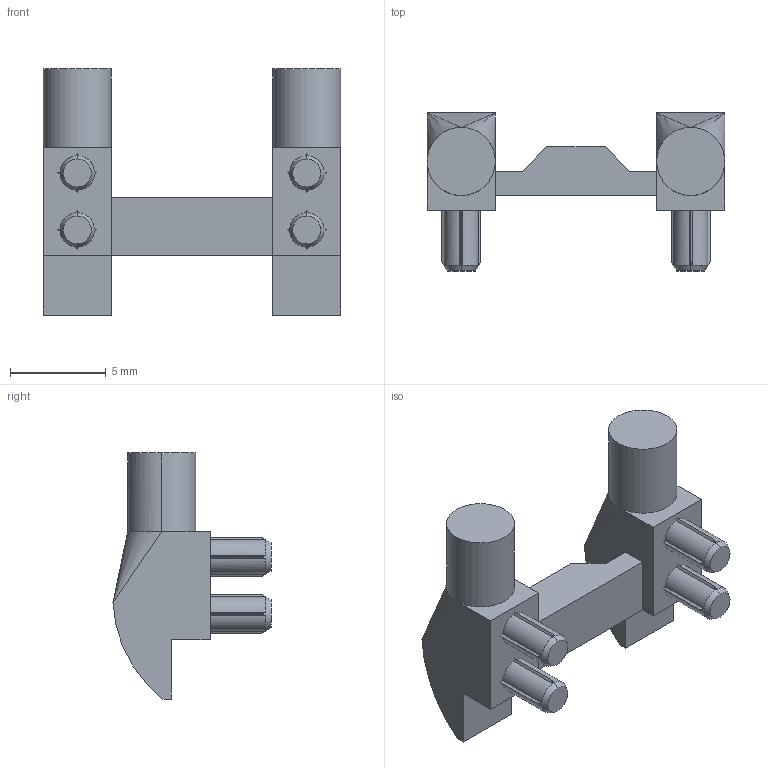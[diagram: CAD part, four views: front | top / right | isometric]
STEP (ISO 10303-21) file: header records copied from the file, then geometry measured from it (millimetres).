
FILE_DESCRIPTION (( 'STEP AP203' ), '1' );
FILE_NAME ('7512Dx.STEP', '2016-06-29T21:27:14', ( '' ), ( '' ), 'SwSTEP 2.0', 'SolidWorks 2014', '' );
FILE_SCHEMA (( 'CONFIG_CONTROL_DESIGN' ));
Length unit declared in the file: inch
Products named in the file (1): 7512Dx
Bounding box: 15.54 x 8.26 x 12.85 mm (x, y, z)
Volume: 391.3 mm3; surface area: 547.6 mm2
Topology: 1 solids, 1 shells, 94 faces, 262 edges, 170 vertices
Faces by surface type: plane 60, cylinder 22, cone 8, bspline 4
Entity records: 3175 total; most frequent: CARTESIAN_POINT 756, ORIENTED_EDGE 516, DIRECTION 448, EDGE_CURVE 258, VERTEX_POINT 170, LINE 156, VECTOR 156, AXIS2_PLACEMENT_3D 146
